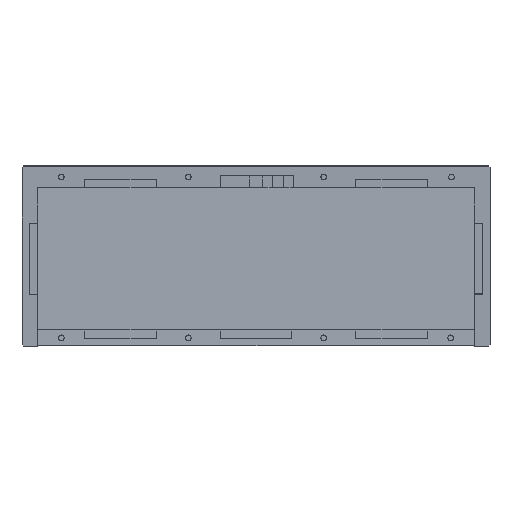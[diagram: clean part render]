
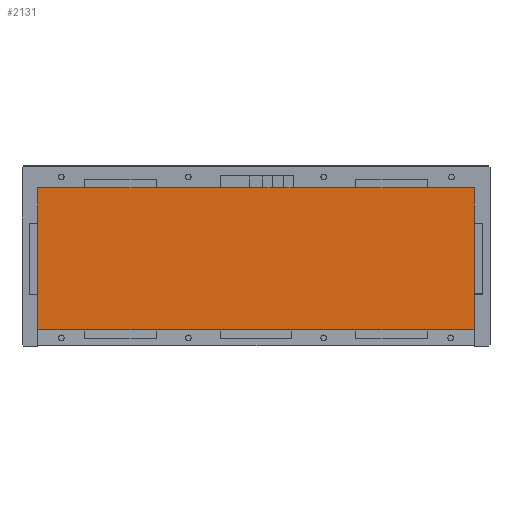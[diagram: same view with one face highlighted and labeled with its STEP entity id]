
A CAD part, top view. The second image highlights one B-rep face of the part: STEP entity #2131.
In plain terms, the highlighted planar face has unit normal (0, 0, 1).
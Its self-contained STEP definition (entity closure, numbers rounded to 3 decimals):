
#76=LINE('',#3054,#368);
#77=LINE('',#3056,#369);
#78=LINE('',#3058,#370);
#79=LINE('',#3059,#371);
#368=VECTOR('',#2486,10.);
#369=VECTOR('',#2487,10.);
#370=VECTOR('',#2488,10.);
#371=VECTOR('',#2489,10.);
#639=FACE_OUTER_BOUND('',#757,.T.);
#757=EDGE_LOOP('',(#1457,#1458,#1459,#1460));
#913=VERTEX_POINT('',#3052);
#914=VERTEX_POINT('',#3053);
#915=VERTEX_POINT('',#3055);
#916=VERTEX_POINT('',#3057);
#1126=EDGE_CURVE('',#913,#914,#76,.T.);
#1127=EDGE_CURVE('',#915,#913,#77,.T.);
#1128=EDGE_CURVE('',#916,#915,#78,.T.);
#1129=EDGE_CURVE('',#914,#916,#79,.T.);
#1457=ORIENTED_EDGE('',*,*,#1126,.F.);
#1458=ORIENTED_EDGE('',*,*,#1127,.F.);
#1459=ORIENTED_EDGE('',*,*,#1128,.F.);
#1460=ORIENTED_EDGE('',*,*,#1129,.F.);
#2021=PLANE('',#2271);
#2131=ADVANCED_FACE('',(#639),#2021,.T.);
#2271=AXIS2_PLACEMENT_3D('',#3051,#2484,#2485);
#2484=DIRECTION('center_axis',(0.,0.,1.));
#2485=DIRECTION('ref_axis',(1.,0.,0.));
#2486=DIRECTION('',(0.,-1.,0.));
#2487=DIRECTION('',(1.,0.,0.));
#2488=DIRECTION('',(0.,1.,0.));
#2489=DIRECTION('',(-1.,0.,0.));
#3051=CARTESIAN_POINT('Origin',(114.,7.,3.));
#3052=CARTESIAN_POINT('',(267.,55.,3.));
#3053=CARTESIAN_POINT('',(267.,-45.,3.));
#3054=CARTESIAN_POINT('',(267.,55.,3.));
#3055=CARTESIAN_POINT('',(-39.,55.,3.));
#3056=CARTESIAN_POINT('',(-39.,55.,3.));
#3057=CARTESIAN_POINT('',(-39.,-45.,3.));
#3058=CARTESIAN_POINT('',(-39.,-45.,3.));
#3059=CARTESIAN_POINT('',(267.,-45.,3.));
